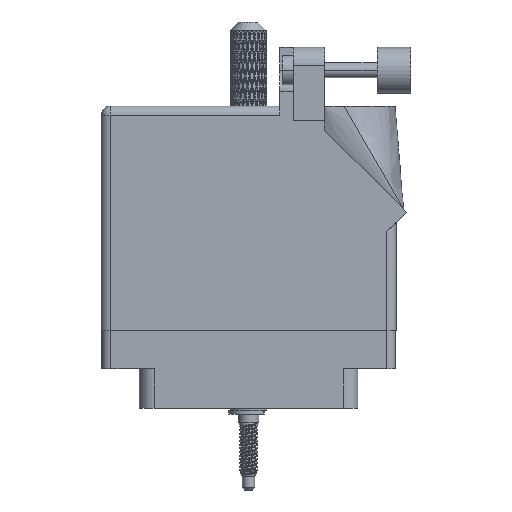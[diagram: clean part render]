
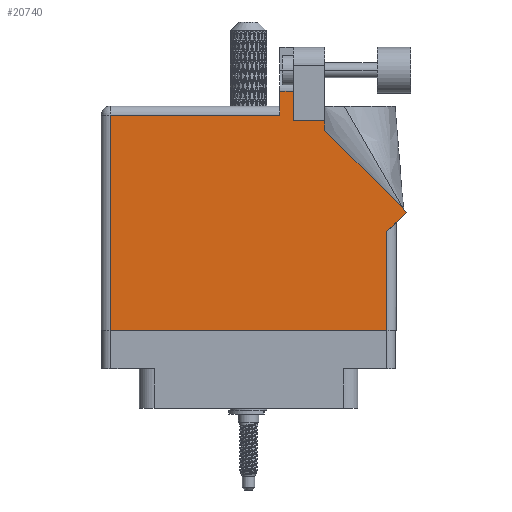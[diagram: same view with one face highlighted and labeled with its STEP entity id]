
A CAD part, front view. The second image highlights one B-rep face of the part: STEP entity #20740.
In plain terms, the highlighted face is planar.
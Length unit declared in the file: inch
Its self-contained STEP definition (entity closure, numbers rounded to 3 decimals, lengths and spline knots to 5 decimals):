
#1254 = EDGE_CURVE ( 'NONE', #98071, #104272, #44093, .T. ) ;
#3151 = LINE ( 'NONE', #12045, #31254 ) ;
#3515 = CARTESIAN_POINT ( 'NONE',  ( 0., 0., 0. ) ) ;
#5052 = EDGE_CURVE ( 'NONE', #47098, #56706, #73076, .T. ) ;
#6112 = VERTEX_POINT ( 'NONE', #41856 ) ;
#6358 = VECTOR ( 'NONE', #59868, 39.37008 ) ;
#6746 = DIRECTION ( 'NONE',  ( 0., -1., 0. ) ) ;
#7906 = VERTEX_POINT ( 'NONE', #47964 ) ;
#9903 = CARTESIAN_POINT ( 'NONE',  ( 1.311, 1.43, 0. ) ) ;
#12045 = CARTESIAN_POINT ( 'NONE',  ( 1.217, 1.53, 0. ) ) ;
#13494 = DIRECTION ( 'NONE',  ( -1., 0., 0. ) ) ;
#14763 = VERTEX_POINT ( 'NONE', #45114 ) ;
#15744 = DIRECTION ( 'NONE',  ( 0.707, 0.707, 0. ) ) ;
#17856 = ORIENTED_EDGE ( 'NONE', *, *, #20730, .T. ) ;
#19236 = ORIENTED_EDGE ( 'NONE', *, *, #20546, .T. ) ;
#20546 = EDGE_CURVE ( 'NONE', #7906, #93486, #68946, .T. ) ;
#20730 = EDGE_CURVE ( 'NONE', #93486, #47098, #39767, .T. ) ;
#20740 = ADVANCED_FACE ( 'NONE', ( #32137 ), #23124, .F. ) ;
#23124 = PLANE ( 'NONE',  #75617 ) ;
#24188 = EDGE_CURVE ( 'NONE', #42802, #14763, #48295, .T. ) ;
#25099 = DIRECTION ( 'NONE',  ( 0., 1., 0. ) ) ;
#25193 = ORIENTED_EDGE ( 'NONE', *, *, #47241, .T. ) ;
#26072 = CARTESIAN_POINT ( 'NONE',  ( 1.311, 1.43, 0. ) ) ;
#27268 = CARTESIAN_POINT ( 'NONE',  ( 1.64177, 1.6315, 0. ) ) ;
#29226 = CARTESIAN_POINT ( 'NONE',  ( 0.062, 0., 0. ) ) ;
#30364 = VERTEX_POINT ( 'NONE', #9903 ) ;
#31254 = VECTOR ( 'NONE', #61021, 39.37008 ) ;
#32002 = DIRECTION ( 'NONE',  ( 0., 1., 0. ) ) ;
#32137 = FACE_OUTER_BOUND ( 'NONE', #41277, .T. ) ;
#36552 = DIRECTION ( 'NONE',  ( 1., 0., 0. ) ) ;
#36791 = LINE ( 'NONE', #26072, #62163 ) ;
#38952 = EDGE_CURVE ( 'NONE', #104272, #6112, #101055, .T. ) ;
#38976 = VECTOR ( 'NONE', #15744, 39.37008 ) ;
#39767 = LINE ( 'NONE', #79105, #77756 ) ;
#40917 = ORIENTED_EDGE ( 'NONE', *, *, #42145, .T. ) ;
#41277 = EDGE_LOOP ( 'NONE', ( #25193, #69188, #40917, #19236, #17856, #52077, #83226, #69826, #89181, #79676, #97606 ) ) ;
#41856 = CARTESIAN_POINT ( 'NONE',  ( 1.524, 1.36442, 0. ) ) ;
#42145 = EDGE_CURVE ( 'NONE', #14763, #7906, #3151, .T. ) ;
#42802 = VERTEX_POINT ( 'NONE', #90521 ) ;
#44093 = LINE ( 'NONE', #79886, #38976 ) ;
#44577 = CARTESIAN_POINT ( 'NONE',  ( 2.08071, 0.80771, 0. ) ) ;
#45114 = CARTESIAN_POINT ( 'NONE',  ( 1.217, 1.6315, 0. ) ) ;
#47098 = VERTEX_POINT ( 'NONE', #29226 ) ;
#47241 = EDGE_CURVE ( 'NONE', #30364, #42802, #36791, .T. ) ;
#47964 = CARTESIAN_POINT ( 'NONE',  ( 1.217, 1.468, 0. ) ) ;
#48295 = LINE ( 'NONE', #27268, #77468 ) ;
#49153 = DIRECTION ( 'NONE',  ( -0.707, 0.707, 0. ) ) ;
#52077 = ORIENTED_EDGE ( 'NONE', *, *, #5052, .T. ) ;
#56206 = VERTEX_POINT ( 'NONE', #87197 ) ;
#56706 = VERTEX_POINT ( 'NONE', #79705 ) ;
#58796 = LINE ( 'NONE', #80184, #85413 ) ;
#59868 = DIRECTION ( 'NONE',  ( -1., 0., 0. ) ) ;
#60603 = EDGE_CURVE ( 'NONE', #56206, #30364, #74833, .T. ) ;
#61021 = DIRECTION ( 'NONE',  ( 0., -1., 0. ) ) ;
#62163 = VECTOR ( 'NONE', #67188, 39.37008 ) ;
#62226 = VECTOR ( 'NONE', #25099, 39.37008 ) ;
#62935 = VECTOR ( 'NONE', #36552, 39.37008 ) ;
#63539 = LINE ( 'NONE', #89484, #62226 ) ;
#63930 = CARTESIAN_POINT ( 'NONE',  ( 1.948, 0.675, 0. ) ) ;
#64213 = DIRECTION ( 'NONE',  ( -1., 0., 0. ) ) ;
#65523 = CARTESIAN_POINT ( 'NONE',  ( 2.08071, 0.80771, 0. ) ) ;
#67188 = DIRECTION ( 'NONE',  ( 0., 1., 0. ) ) ;
#68946 = LINE ( 'NONE', #101344, #94152 ) ;
#69188 = ORIENTED_EDGE ( 'NONE', *, *, #24188, .T. ) ;
#69826 = ORIENTED_EDGE ( 'NONE', *, *, #1254, .T. ) ;
#73076 = LINE ( 'NONE', #3515, #62935 ) ;
#74833 = LINE ( 'NONE', #90972, #6358 ) ;
#75617 = AXIS2_PLACEMENT_3D ( 'NONE', #96341, #79766, #64213 ) ;
#75849 = DIRECTION ( 'NONE',  ( -1., 0., 0. ) ) ;
#76470 = EDGE_CURVE ( 'NONE', #6112, #56206, #63539, .T. ) ;
#77292 = CARTESIAN_POINT ( 'NONE',  ( 0.062, 1.468, 0. ) ) ;
#77468 = VECTOR ( 'NONE', #75849, 39.37008 ) ;
#77756 = VECTOR ( 'NONE', #6746, 39.37008 ) ;
#79105 = CARTESIAN_POINT ( 'NONE',  ( 0.062, 0., 0. ) ) ;
#79676 = ORIENTED_EDGE ( 'NONE', *, *, #76470, .T. ) ;
#79705 = CARTESIAN_POINT ( 'NONE',  ( 1.948, 0., 0. ) ) ;
#79766 = DIRECTION ( 'NONE',  ( 0., 0., -1. ) ) ;
#79886 = CARTESIAN_POINT ( 'NONE',  ( 2.01, 0.737, 0. ) ) ;
#80184 = CARTESIAN_POINT ( 'NONE',  ( 1.948, 0.737, 0. ) ) ;
#83226 = ORIENTED_EDGE ( 'NONE', *, *, #98057, .T. ) ;
#84638 = VECTOR ( 'NONE', #49153, 39.37008 ) ;
#85413 = VECTOR ( 'NONE', #32002, 39.37008 ) ;
#87197 = CARTESIAN_POINT ( 'NONE',  ( 1.524, 1.43, 0. ) ) ;
#89181 = ORIENTED_EDGE ( 'NONE', *, *, #38952, .T. ) ;
#89484 = CARTESIAN_POINT ( 'NONE',  ( 1.524, 1.36442, 0. ) ) ;
#90521 = CARTESIAN_POINT ( 'NONE',  ( 1.311, 1.6315, 0. ) ) ;
#90972 = CARTESIAN_POINT ( 'NONE',  ( 1.524, 1.43, 0. ) ) ;
#93486 = VERTEX_POINT ( 'NONE', #77292 ) ;
#94152 = VECTOR ( 'NONE', #13494, 39.37008 ) ;
#96341 = CARTESIAN_POINT ( 'NONE',  ( 0., 1.53, 0. ) ) ;
#97606 = ORIENTED_EDGE ( 'NONE', *, *, #60603, .T. ) ;
#98057 = EDGE_CURVE ( 'NONE', #56706, #98071, #58796, .T. ) ;
#98071 = VERTEX_POINT ( 'NONE', #63930 ) ;
#101055 = LINE ( 'NONE', #65523, #84638 ) ;
#101344 = CARTESIAN_POINT ( 'NONE',  ( 0., 1.468, 0. ) ) ;
#104272 = VERTEX_POINT ( 'NONE', #44577 ) ;
